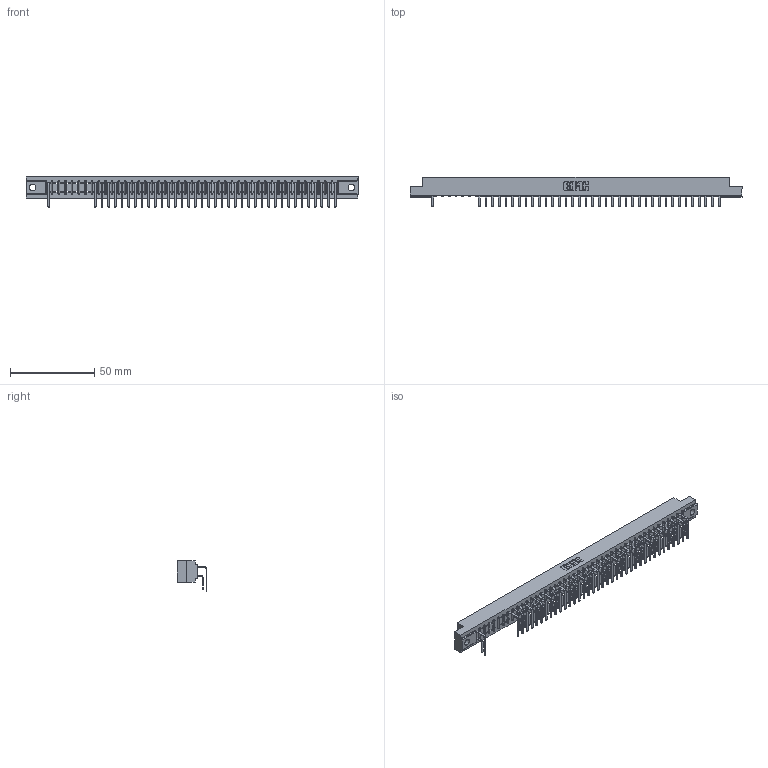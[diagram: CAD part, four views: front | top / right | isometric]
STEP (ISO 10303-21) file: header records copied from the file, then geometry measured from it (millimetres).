
FILE_DESCRIPTION (( 'STEP AP203' ), '1' );
FILE_NAME ('307-044-559-102.STEP', '2018-08-06T01:37:33', ( '' ), ( '' ), 'SwSTEP 2.0', 'SolidWorks 2016', '' );
FILE_SCHEMA (( 'CONFIG_CONTROL_DESIGN' ));
Length unit declared in the file: inch
Products named in the file (4): 307 Part_.128 Dia Mounting Holes; 307-290-001_558 559 - 1 (Single); 307-290-001_559 - 2 (Single); 307-044-559-102
Assembly tree (76 placements, depth 2):
  307-044-559-102
    307 Part_.128 Dia Mounting Holes
    307-290-001_558 559 - 1 (Single)  x37
    307-290-001_559 - 2 (Single)  x38
Bounding box: 197.36 x 17.69 x 18.07 mm (x, y, z)
Volume: 21078.9 mm3; surface area: 26475.7 mm2
Topology: 76 solids, 76 shells, 4043 faces, 11389 edges, 7370 vertices
Faces by surface type: plane 2623, cylinder 1330, sphere 90
Entity records: 39915 total; most frequent: CARTESIAN_POINT 6585, ORIENTED_EDGE 6538, DIRECTION 6435, EDGE_CURVE 3269, VECTOR 2507, LINE 2507, VERTEX_POINT 2114, AXIS2_PLACEMENT_3D 1964
